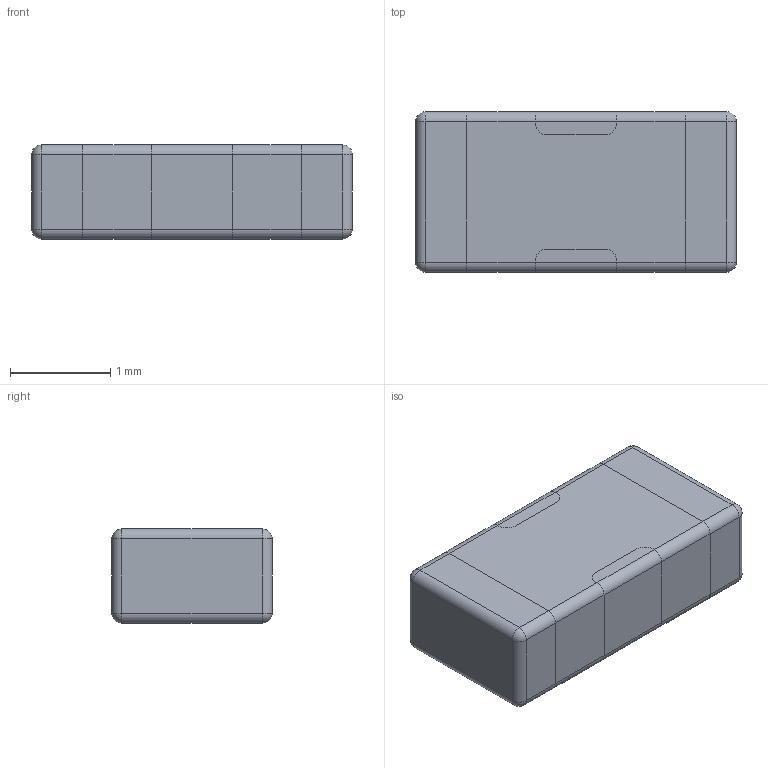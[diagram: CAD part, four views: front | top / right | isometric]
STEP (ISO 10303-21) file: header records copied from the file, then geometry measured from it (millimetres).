
FILE_DESCRIPTION((''),'2;1');
FILE_NAME('FIL_MINI-CIRCUITS_FV1206.stp','2013-12-09T11:37:22',(''),(''),'Mechanical Desktop 2011','Mechanical Desktop 2011',', , ');
FILE_SCHEMA(('AUTOMOTIVE_DESIGN { 1 2 10303 214 1 1 1 1 }'));
Length unit declared in the file: millimetre
Products named in the file (1): Product
Bounding box: 3.2 x 1.6 x 0.94 mm (x, y, z)
Volume: 4.8 mm3; surface area: 28.6 mm2
Topology: 5 solids, 5 shells, 82 faces, 200 edges, 120 vertices
Faces by surface type: plane 38, cylinder 36, sphere 8
Entity records: 2384 total; most frequent: DIRECTION 430, CARTESIAN_POINT 395, ORIENTED_EDGE 384, EDGE_CURVE 192, AXIS2_PLACEMENT_3D 155, VERTEX_POINT 120, VECTOR 120, LINE 120
